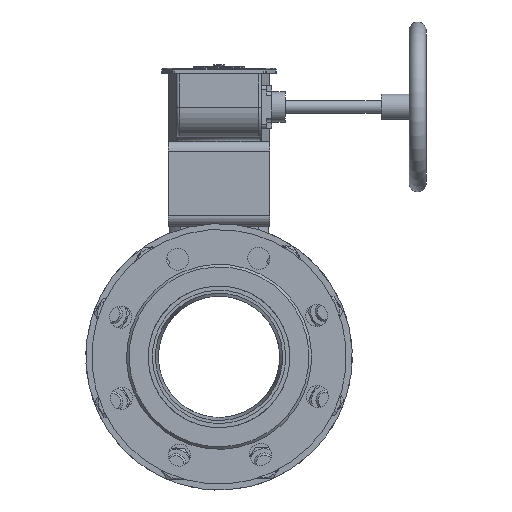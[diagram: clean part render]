
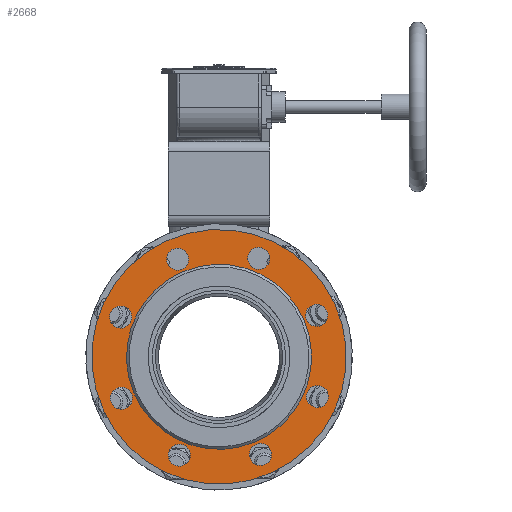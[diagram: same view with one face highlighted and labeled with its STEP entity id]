
A CAD part, left-side view. The second image highlights one B-rep face of the part: STEP entity #2668.
In plain terms, the highlighted planar face has unit normal (-1, 0, 0).
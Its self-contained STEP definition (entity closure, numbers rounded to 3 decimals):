
#2668=ADVANCED_FACE('',(#13627,#13629,#13631,#13633,#13635,#13637,#13639,#13641,
#13643,#13645),#13647,.F.);
#13627=FACE_BOUND('',#13628,.T.);
#13628=EDGE_LOOP('',(#22525));
#13629=FACE_BOUND('',#13630,.T.);
#13630=EDGE_LOOP('',(#22526));
#13631=FACE_BOUND('',#13632,.T.);
#13632=EDGE_LOOP('',(#22527));
#13633=FACE_BOUND('',#13634,.T.);
#13634=EDGE_LOOP('',(#22528));
#13635=FACE_BOUND('',#13636,.T.);
#13636=EDGE_LOOP('',(#22529));
#13637=FACE_BOUND('',#13638,.T.);
#13638=EDGE_LOOP('',(#22530));
#13639=FACE_BOUND('',#13640,.T.);
#13640=EDGE_LOOP('',(#22531));
#13641=FACE_BOUND('',#13642,.T.);
#13642=EDGE_LOOP('',(#22532));
#13643=FACE_BOUND('',#13644,.T.);
#13644=EDGE_LOOP('',(#22533));
#13645=FACE_BOUND('',#13646,.T.);
#13646=EDGE_LOOP('',(#22534));
#13647=PLANE('',#13648);
#13648=AXIS2_PLACEMENT_3D('',#13649,#13650,#13651);
#13649=CARTESIAN_POINT('',(-237.,0.,0.));
#13650=DIRECTION('',(1.,0.,0.));
#13651=DIRECTION('',(0.,-0.391,-0.921));
#22525=ORIENTED_EDGE('',*,*,#26587,.F.);
#22526=ORIENTED_EDGE('',*,*,#26588,.T.);
#22527=ORIENTED_EDGE('',*,*,#26589,.T.);
#22528=ORIENTED_EDGE('',*,*,#26590,.T.);
#22529=ORIENTED_EDGE('',*,*,#26591,.T.);
#22530=ORIENTED_EDGE('',*,*,#26592,.T.);
#22531=ORIENTED_EDGE('',*,*,#26593,.T.);
#22532=ORIENTED_EDGE('',*,*,#26594,.T.);
#22533=ORIENTED_EDGE('',*,*,#26595,.F.);
#22534=ORIENTED_EDGE('',*,*,#26596,.T.);
#26587=EDGE_CURVE('',#28955,#28955,#28956,.T.);
#26588=EDGE_CURVE('',#28957,#28957,#28958,.F.);
#26589=EDGE_CURVE('',#28959,#28959,#28960,.F.);
#26590=EDGE_CURVE('',#28961,#28961,#28962,.F.);
#26591=EDGE_CURVE('',#28963,#28963,#28964,.F.);
#26592=EDGE_CURVE('',#28965,#28965,#28966,.F.);
#26593=EDGE_CURVE('',#28967,#28967,#28968,.F.);
#26594=EDGE_CURVE('',#28969,#28969,#28970,.F.);
#26595=EDGE_CURVE('',#28971,#28971,#28972,.T.);
#26596=EDGE_CURVE('',#28973,#28973,#28974,.F.);
#28955=VERTEX_POINT('',#33938);
#28956=CIRCLE('',#33939,150.);
#28957=VERTEX_POINT('',#33943);
#28958=CIRCLE('',#33944,13.);
#28959=VERTEX_POINT('',#33948);
#28960=CIRCLE('',#33949,13.);
#28961=VERTEX_POINT('',#33953);
#28962=CIRCLE('',#33954,13.);
#28963=VERTEX_POINT('',#33958);
#28964=CIRCLE('',#33959,13.);
#28965=VERTEX_POINT('',#33963);
#28966=CIRCLE('',#33964,13.);
#28967=VERTEX_POINT('',#33968);
#28968=CIRCLE('',#33969,13.);
#28969=VERTEX_POINT('',#33973);
#28970=CIRCLE('',#33974,13.);
#28971=VERTEX_POINT('',#33978);
#28972=CIRCLE('',#33979,109.);
#28973=VERTEX_POINT('',#33983);
#28974=CIRCLE('',#33984,13.);
#33938=CARTESIAN_POINT('',(-237.,-136.249,62.74));
#33939=AXIS2_PLACEMENT_3D('',#33940,#33941,#33942);
#33940=CARTESIAN_POINT('',(-237.,0.,0.));
#33941=DIRECTION('',(1.,0.,0.));
#33942=DIRECTION('',(0.,-0.908,0.418));
#33943=CARTESIAN_POINT('',(-237.,58.879,-111.028));
#33944=AXIS2_PLACEMENT_3D('',#33945,#33946,#33947);
#33945=CARTESIAN_POINT('',(-237.,46.826,-115.898));
#33946=DIRECTION('',(-1.,0.,0.));
#33947=DIRECTION('',(0.,0.927,0.375));
#33948=CARTESIAN_POINT('',(-237.,120.143,-36.875));
#33949=AXIS2_PLACEMENT_3D('',#33950,#33951,#33952);
#33950=CARTESIAN_POINT('',(-237.,115.063,-48.841));
#33951=DIRECTION('',(-1.,0.,0.));
#33952=DIRECTION('',(0.,0.391,0.921));
#33953=CARTESIAN_POINT('',(-237.,111.028,58.879));
#33954=AXIS2_PLACEMENT_3D('',#33955,#33956,#33957);
#33955=CARTESIAN_POINT('',(-237.,115.898,46.826));
#33956=DIRECTION('',(-1.,0.,0.));
#33957=DIRECTION('',(0.,-0.375,0.927));
#33958=CARTESIAN_POINT('',(-237.,36.875,120.143));
#33959=AXIS2_PLACEMENT_3D('',#33960,#33961,#33962);
#33960=CARTESIAN_POINT('',(-237.,48.841,115.063));
#33961=DIRECTION('',(-1.,0.,0.));
#33962=DIRECTION('',(0.,-0.921,0.391));
#33963=CARTESIAN_POINT('',(-237.,-58.879,111.028));
#33964=AXIS2_PLACEMENT_3D('',#33965,#33966,#33967);
#33965=CARTESIAN_POINT('',(-237.,-46.826,115.898));
#33966=DIRECTION('',(-1.,0.,0.));
#33967=DIRECTION('',(0.,-0.927,-0.375));
#33968=CARTESIAN_POINT('',(-237.,-120.143,36.875));
#33969=AXIS2_PLACEMENT_3D('',#33970,#33971,#33972);
#33970=CARTESIAN_POINT('',(-237.,-115.063,48.841));
#33971=DIRECTION('',(-1.,0.,0.));
#33972=DIRECTION('',(0.,-0.391,-0.921));
#33973=CARTESIAN_POINT('',(-237.,-111.028,-58.879));
#33974=AXIS2_PLACEMENT_3D('',#33975,#33976,#33977);
#33975=CARTESIAN_POINT('',(-237.,-115.898,-46.826));
#33976=DIRECTION('',(-1.,0.,0.));
#33977=DIRECTION('',(0.,0.375,-0.927));
#33978=CARTESIAN_POINT('',(-237.,-42.59,-100.335));
#33979=AXIS2_PLACEMENT_3D('',#33980,#33981,#33982);
#33980=CARTESIAN_POINT('',(-237.,0.,0.));
#33981=DIRECTION('',(-1.,0.,0.));
#33982=DIRECTION('',(0.,-0.391,-0.921));
#33983=CARTESIAN_POINT('',(-237.,-36.875,-120.143));
#33984=AXIS2_PLACEMENT_3D('',#33985,#33986,#33987);
#33985=CARTESIAN_POINT('',(-237.,-48.841,-115.063));
#33986=DIRECTION('',(-1.,0.,0.));
#33987=DIRECTION('',(0.,0.921,-0.391));
